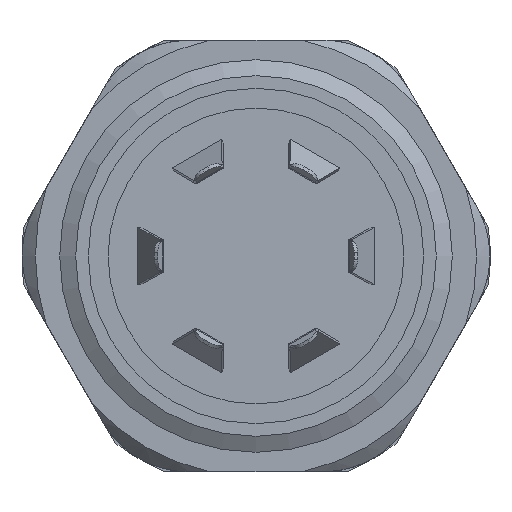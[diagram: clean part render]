
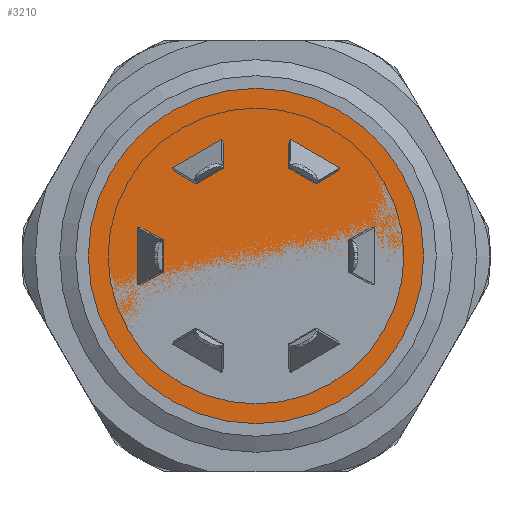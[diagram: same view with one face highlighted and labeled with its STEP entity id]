
A CAD part, front view. The second image highlights one B-rep face of the part: STEP entity #3210.
In plain terms, the highlighted planar face has unit normal (0, -1, 0).
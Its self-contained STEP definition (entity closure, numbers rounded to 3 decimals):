
#224=FACE_BOUND('',#1250,.T.);
#225=FACE_BOUND('',#1251,.T.);
#226=FACE_BOUND('',#1252,.T.);
#227=FACE_BOUND('',#1253,.T.);
#228=FACE_BOUND('',#1254,.T.);
#229=FACE_BOUND('',#1255,.T.);
#230=LINE('',#4311,#482);
#235=LINE('',#4321,#487);
#238=LINE('',#4328,#490);
#243=LINE('',#4338,#495);
#246=LINE('',#4345,#498);
#251=LINE('',#4355,#503);
#254=LINE('',#4362,#506);
#259=LINE('',#4372,#511);
#262=LINE('',#4379,#514);
#267=LINE('',#4389,#519);
#270=LINE('',#4396,#522);
#275=LINE('',#4406,#527);
#307=LINE('',#4937,#559);
#309=LINE('',#4940,#561);
#329=LINE('',#5193,#581);
#331=LINE('',#5196,#583);
#351=LINE('',#5449,#603);
#353=LINE('',#5452,#605);
#373=LINE('',#5705,#625);
#375=LINE('',#5708,#627);
#395=LINE('',#5961,#647);
#397=LINE('',#5964,#649);
#417=LINE('',#6217,#669);
#419=LINE('',#6220,#671);
#482=VECTOR('',#3514,10.);
#487=VECTOR('',#3521,10.);
#490=VECTOR('',#3526,10.);
#495=VECTOR('',#3533,10.);
#498=VECTOR('',#3538,10.);
#503=VECTOR('',#3545,10.);
#506=VECTOR('',#3550,10.);
#511=VECTOR('',#3557,10.);
#514=VECTOR('',#3562,10.);
#519=VECTOR('',#3569,10.);
#522=VECTOR('',#3574,10.);
#527=VECTOR('',#3581,10.);
#559=VECTOR('',#3721,10.);
#561=VECTOR('',#3725,10.);
#581=VECTOR('',#3773,10.);
#583=VECTOR('',#3777,10.);
#603=VECTOR('',#3825,10.);
#605=VECTOR('',#3829,10.);
#625=VECTOR('',#3877,10.);
#627=VECTOR('',#3881,10.);
#647=VECTOR('',#3929,10.);
#649=VECTOR('',#3933,10.);
#669=VECTOR('',#3981,10.);
#671=VECTOR('',#3985,10.);
#1071=FACE_OUTER_BOUND('',#1249,.T.);
#1249=EDGE_LOOP('',(#2923));
#1250=EDGE_LOOP('',(#2924,#2925,#2926,#2927));
#1251=EDGE_LOOP('',(#2928,#2929,#2930,#2931));
#1252=EDGE_LOOP('',(#2932,#2933,#2934,#2935));
#1253=EDGE_LOOP('',(#2936,#2937,#2938,#2939));
#1254=EDGE_LOOP('',(#2940,#2941,#2942,#2943));
#1255=EDGE_LOOP('',(#2944,#2945,#2946,#2947));
#1357=CIRCLE('',#3486,13.6);
#1361=VERTEX_POINT('',#4309);
#1362=VERTEX_POINT('',#4310);
#1366=VERTEX_POINT('',#4320);
#1368=VERTEX_POINT('',#4326);
#1369=VERTEX_POINT('',#4327);
#1373=VERTEX_POINT('',#4337);
#1375=VERTEX_POINT('',#4343);
#1376=VERTEX_POINT('',#4344);
#1380=VERTEX_POINT('',#4354);
#1382=VERTEX_POINT('',#4360);
#1383=VERTEX_POINT('',#4361);
#1387=VERTEX_POINT('',#4371);
#1389=VERTEX_POINT('',#4377);
#1390=VERTEX_POINT('',#4378);
#1394=VERTEX_POINT('',#4388);
#1396=VERTEX_POINT('',#4394);
#1397=VERTEX_POINT('',#4395);
#1401=VERTEX_POINT('',#4405);
#1470=VERTEX_POINT('',#4936);
#1487=VERTEX_POINT('',#5192);
#1504=VERTEX_POINT('',#5448);
#1521=VERTEX_POINT('',#5704);
#1538=VERTEX_POINT('',#5960);
#1555=VERTEX_POINT('',#6216);
#1642=VERTEX_POINT('',#6529);
#1646=EDGE_CURVE('',#1361,#1362,#230,.T.);
#1651=EDGE_CURVE('',#1362,#1366,#235,.T.);
#1654=EDGE_CURVE('',#1368,#1369,#238,.T.);
#1659=EDGE_CURVE('',#1369,#1373,#243,.T.);
#1662=EDGE_CURVE('',#1375,#1376,#246,.T.);
#1667=EDGE_CURVE('',#1376,#1380,#251,.T.);
#1670=EDGE_CURVE('',#1382,#1383,#254,.T.);
#1675=EDGE_CURVE('',#1383,#1387,#259,.T.);
#1678=EDGE_CURVE('',#1389,#1390,#262,.T.);
#1683=EDGE_CURVE('',#1390,#1394,#267,.T.);
#1686=EDGE_CURVE('',#1396,#1397,#270,.T.);
#1691=EDGE_CURVE('',#1397,#1401,#275,.T.);
#1792=EDGE_CURVE('',#1366,#1470,#307,.T.);
#1794=EDGE_CURVE('',#1470,#1361,#309,.T.);
#1822=EDGE_CURVE('',#1373,#1487,#329,.T.);
#1824=EDGE_CURVE('',#1487,#1368,#331,.T.);
#1852=EDGE_CURVE('',#1380,#1504,#351,.T.);
#1854=EDGE_CURVE('',#1504,#1375,#353,.T.);
#1882=EDGE_CURVE('',#1387,#1521,#373,.T.);
#1884=EDGE_CURVE('',#1521,#1382,#375,.T.);
#1912=EDGE_CURVE('',#1394,#1538,#395,.T.);
#1914=EDGE_CURVE('',#1538,#1389,#397,.T.);
#1942=EDGE_CURVE('',#1401,#1555,#417,.T.);
#1944=EDGE_CURVE('',#1555,#1396,#419,.T.);
#2078=EDGE_CURVE('',#1642,#1642,#1357,.T.);
#2923=ORIENTED_EDGE('',*,*,#2078,.T.);
#2924=ORIENTED_EDGE('',*,*,#1942,.F.);
#2925=ORIENTED_EDGE('',*,*,#1691,.F.);
#2926=ORIENTED_EDGE('',*,*,#1686,.F.);
#2927=ORIENTED_EDGE('',*,*,#1944,.F.);
#2928=ORIENTED_EDGE('',*,*,#1912,.F.);
#2929=ORIENTED_EDGE('',*,*,#1683,.F.);
#2930=ORIENTED_EDGE('',*,*,#1678,.F.);
#2931=ORIENTED_EDGE('',*,*,#1914,.F.);
#2932=ORIENTED_EDGE('',*,*,#1882,.F.);
#2933=ORIENTED_EDGE('',*,*,#1675,.F.);
#2934=ORIENTED_EDGE('',*,*,#1670,.F.);
#2935=ORIENTED_EDGE('',*,*,#1884,.F.);
#2936=ORIENTED_EDGE('',*,*,#1852,.F.);
#2937=ORIENTED_EDGE('',*,*,#1667,.F.);
#2938=ORIENTED_EDGE('',*,*,#1662,.F.);
#2939=ORIENTED_EDGE('',*,*,#1854,.F.);
#2940=ORIENTED_EDGE('',*,*,#1822,.F.);
#2941=ORIENTED_EDGE('',*,*,#1659,.F.);
#2942=ORIENTED_EDGE('',*,*,#1654,.F.);
#2943=ORIENTED_EDGE('',*,*,#1824,.F.);
#2944=ORIENTED_EDGE('',*,*,#1792,.F.);
#2945=ORIENTED_EDGE('',*,*,#1651,.F.);
#2946=ORIENTED_EDGE('',*,*,#1646,.F.);
#2947=ORIENTED_EDGE('',*,*,#1794,.F.);
#3041=PLANE('',#3487);
#3210=ADVANCED_FACE('',(#1071,#224,#225,#226,#227,#228,#229),#3041,.T.);
#3486=AXIS2_PLACEMENT_3D('',#6531,#4263,#4264);
#3487=AXIS2_PLACEMENT_3D('',#6532,#4265,#4266);
#3514=DIRECTION('',(0.991,0.,-0.137));
#3521=DIRECTION('',(0.,0.,1.));
#3526=DIRECTION('',(0.614,0.,0.789));
#3533=DIRECTION('',(-0.866,0.,0.5));
#3538=DIRECTION('',(-0.376,0.,0.926));
#3545=DIRECTION('',(-0.866,0.,-0.5));
#3550=DIRECTION('',(-0.991,0.,0.137));
#3557=DIRECTION('',(0.,0.,-1.));
#3562=DIRECTION('',(-0.614,0.,-0.789));
#3569=DIRECTION('',(0.866,0.,-0.5));
#3574=DIRECTION('',(0.376,0.,-0.926));
#3581=DIRECTION('',(0.866,0.,0.5));
#3721=DIRECTION('',(-0.991,0.,-0.137));
#3725=DIRECTION('',(0.,0.,-1.));
#3773=DIRECTION('',(-0.376,0.,-0.926));
#3777=DIRECTION('',(0.866,0.,-0.5));
#3825=DIRECTION('',(0.614,0.,-0.789));
#3829=DIRECTION('',(0.866,0.,0.5));
#3877=DIRECTION('',(0.991,0.,0.137));
#3881=DIRECTION('',(0.,0.,1.));
#3929=DIRECTION('',(0.376,0.,0.926));
#3933=DIRECTION('',(-0.866,0.,0.5));
#3981=DIRECTION('',(-0.614,0.,0.789));
#3985=DIRECTION('',(-0.866,0.,-0.5));
#4263=DIRECTION('center_axis',(0.,-1.,0.));
#4264=DIRECTION('ref_axis',(1.,0.,0.));
#4265=DIRECTION('center_axis',(0.,-1.,0.));
#4266=DIRECTION('ref_axis',(0.,0.,-1.));
#4309=CARTESIAN_POINT('',(10.085,11.598,1.03));
#4310=CARTESIAN_POINT('',(10.431,11.598,0.982));
#4311=CARTESIAN_POINT('',(4.386,11.598,1.82));
#4320=CARTESIAN_POINT('',(10.431,11.598,5.619));
#4321=CARTESIAN_POINT('',(10.431,11.598,3.3));
#4326=CARTESIAN_POINT('',(7.427,11.598,10.175));
#4327=CARTESIAN_POINT('',(7.641,11.598,10.451));
#4328=CARTESIAN_POINT('',(3.893,11.598,5.635));
#4337=CARTESIAN_POINT('',(3.626,11.598,12.769));
#4338=CARTESIAN_POINT('',(5.633,11.598,11.61));
#4343=CARTESIAN_POINT('',(-1.822,11.598,12.445));
#4344=CARTESIAN_POINT('',(-1.954,11.598,12.769));
#4345=CARTESIAN_POINT('',(0.343,11.598,7.115));
#4354=CARTESIAN_POINT('',(-5.97,11.598,10.451));
#4355=CARTESIAN_POINT('',(-3.962,11.598,11.61));
#4360=CARTESIAN_POINT('',(-8.413,11.598,5.571));
#4361=CARTESIAN_POINT('',(-8.76,11.598,5.619));
#4362=CARTESIAN_POINT('',(-2.715,11.598,4.781));
#4371=CARTESIAN_POINT('',(-8.76,11.598,0.982));
#4372=CARTESIAN_POINT('',(-8.76,11.598,3.3));
#4377=CARTESIAN_POINT('',(-5.755,11.598,-3.574));
#4378=CARTESIAN_POINT('',(-5.97,11.598,-3.85));
#4379=CARTESIAN_POINT('',(-2.222,11.598,0.966));
#4388=CARTESIAN_POINT('',(-1.954,11.598,-6.169));
#4389=CARTESIAN_POINT('',(-3.962,11.598,-5.009));
#4394=CARTESIAN_POINT('',(3.494,11.598,-5.845));
#4395=CARTESIAN_POINT('',(3.626,11.598,-6.169));
#4396=CARTESIAN_POINT('',(1.329,11.598,-0.515));
#4405=CARTESIAN_POINT('',(7.641,11.598,-3.85));
#4406=CARTESIAN_POINT('',(5.633,11.598,-5.009));
#4936=CARTESIAN_POINT('',(10.085,11.598,5.571));
#4937=CARTESIAN_POINT('',(5.93,11.598,4.995));
#4940=CARTESIAN_POINT('',(10.085,11.598,3.3));
#5192=CARTESIAN_POINT('',(3.494,11.598,12.445));
#5193=CARTESIAN_POINT('',(1.916,11.598,8.559));
#5196=CARTESIAN_POINT('',(5.46,11.598,11.31));
#5448=CARTESIAN_POINT('',(-5.755,11.598,10.175));
#5449=CARTESIAN_POINT('',(-3.179,11.598,6.865));
#5452=CARTESIAN_POINT('',(-3.789,11.598,11.31));
#5704=CARTESIAN_POINT('',(-8.413,11.598,1.03));
#5705=CARTESIAN_POINT('',(-4.258,11.598,1.606));
#5708=CARTESIAN_POINT('',(-8.413,11.598,3.3));
#5960=CARTESIAN_POINT('',(-1.822,11.598,-5.845));
#5961=CARTESIAN_POINT('',(-0.244,11.598,-1.959));
#5964=CARTESIAN_POINT('',(-3.789,11.598,-4.709));
#6216=CARTESIAN_POINT('',(7.427,11.598,-3.574));
#6217=CARTESIAN_POINT('',(4.85,11.598,-0.264));
#6220=CARTESIAN_POINT('',(5.46,11.598,-4.709));
#6529=CARTESIAN_POINT('',(-12.764,11.598,3.3));
#6531=CARTESIAN_POINT('Origin',(0.836,11.598,3.3));
#6532=CARTESIAN_POINT('Origin',(12.836,11.598,3.3));
